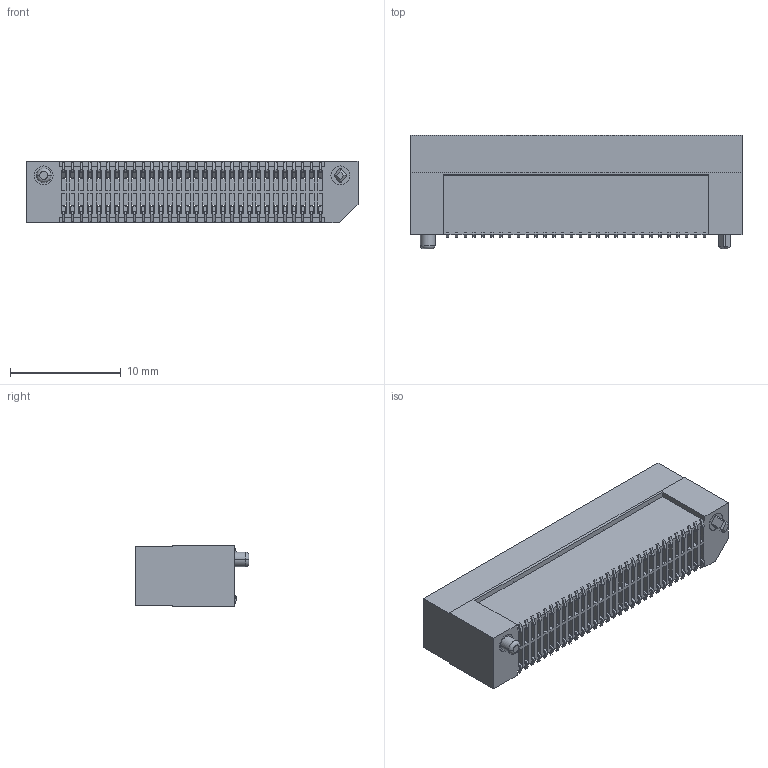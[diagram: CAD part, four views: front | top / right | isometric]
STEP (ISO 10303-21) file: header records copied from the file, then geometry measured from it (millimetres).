
FILE_DESCRIPTION((''),'2;1');
FILE_NAME('FBB08005-F40S3103K6MH90','2024-05-22T',('工程三'),(''),'PRO/ENGINEER BY PARAMETRIC TECHNOLOGY CORPORATION, 2010280','PRO/ENGINEER BY PARAMETRIC TECHNOLOGY CORPORATION, 2010280','');
FILE_SCHEMA(('CONFIG_CONTROL_DESIGN'));
Length unit declared in the file: millimetre
Products named in the file (1): FBB08005-F40S3103K6MH90
Bounding box: 30 x 10.27 x 5.6 mm (x, y, z)
Volume: 824.1 mm3; surface area: 2745.2 mm2
Topology: 1 solids, 1 shells, 1870 faces, 5881 edges, 3838 vertices
Faces by surface type: plane 1618, cylinder 250, torus 2
Entity records: 64479 total; most frequent: ORIENTED_EDGE 11762, CARTESIAN_POINT 11605, DIRECTION 10113, EDGE_CURVE 5881, VECTOR 5373, LINE 5373, VERTEX_POINT 3838, AXIS2_PLACEMENT_3D 2370
